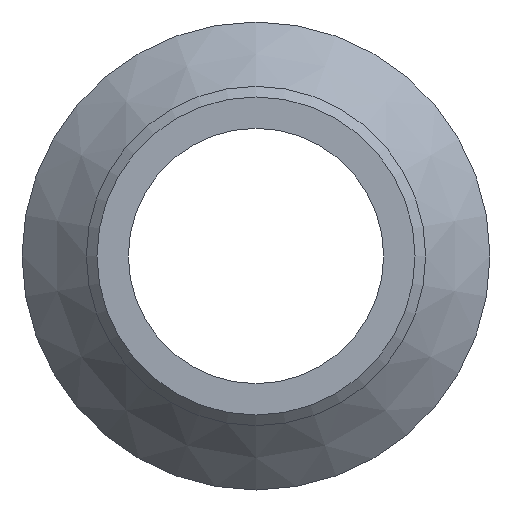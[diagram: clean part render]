
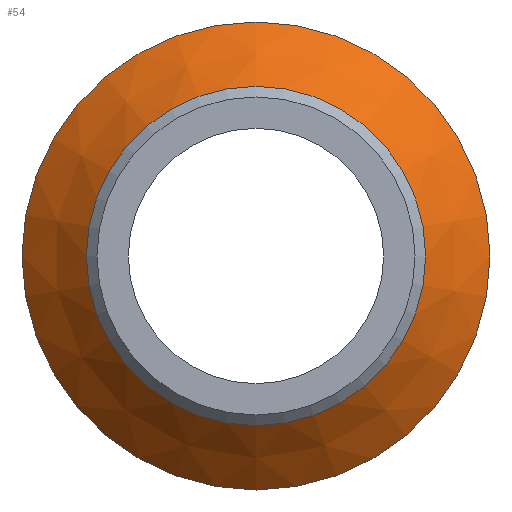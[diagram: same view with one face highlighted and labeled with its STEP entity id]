
A CAD part, front view. The second image highlights one B-rep face of the part: STEP entity #54.
In plain terms, the highlighted conical face has half-angle 45 degrees and reference radius 7.975 mm.
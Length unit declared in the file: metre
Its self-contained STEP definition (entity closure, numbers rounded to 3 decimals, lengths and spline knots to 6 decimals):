
#54 = ADVANCED_FACE( 'NONE', ( #123, #124 ), #125, .T. );
#123 = FACE_OUTER_BOUND( '', #218, .T. );
#124 = FACE_BOUND( '', #219, .T. );
#125 = CONICAL_SURFACE( '', #220, 0.007975, 0.785 );
#218 = EDGE_LOOP( '', ( #315 ) );
#219 = EDGE_LOOP( '', ( #316 ) );
#220 = AXIS2_PLACEMENT_3D( '', #317, #318, #319 );
#315 = ORIENTED_EDGE( '', *, *, #435, .T. );
#316 = ORIENTED_EDGE( '', *, *, #436, .F. );
#317 = CARTESIAN_POINT( '', ( 0., 0.002, 0. ) );
#318 = DIRECTION( '', ( 0., 1., 0. ) );
#319 = DIRECTION( '', ( 0., 0., 1. ) );
#435 = EDGE_CURVE( 'NONE', #487, #487, #488, .T. );
#436 = EDGE_CURVE( 'NONE', #489, #489, #490, .T. );
#487 = VERTEX_POINT( '', #553 );
#488 = CIRCLE( '', #554, 0.011 );
#489 = VERTEX_POINT( '', #555 );
#490 = CIRCLE( '', #556, 0.007975 );
#553 = CARTESIAN_POINT( '', ( 0., 0.005025, -0.011 ) );
#554 = AXIS2_PLACEMENT_3D( '', #622, #623, #624 );
#555 = CARTESIAN_POINT( '', ( 0., 0.002, -0.007975 ) );
#556 = AXIS2_PLACEMENT_3D( '', #625, #626, #627 );
#622 = CARTESIAN_POINT( '', ( 0., 0.005025, 0. ) );
#623 = DIRECTION( '', ( 0., -1., 0. ) );
#624 = DIRECTION( '', ( 0., 0., -1. ) );
#625 = CARTESIAN_POINT( '', ( 0., 0.002, 0. ) );
#626 = DIRECTION( '', ( 0., -1., 0. ) );
#627 = DIRECTION( '', ( 0., 0., -1. ) );
